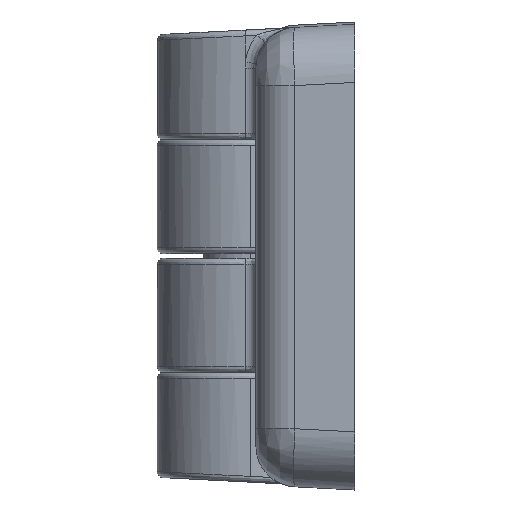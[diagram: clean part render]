
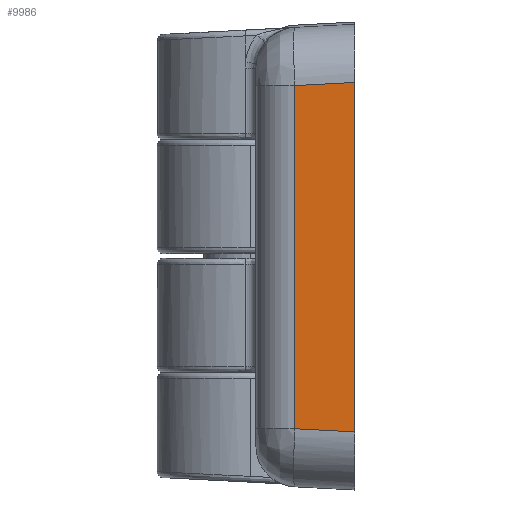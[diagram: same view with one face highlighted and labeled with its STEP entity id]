
A CAD part, left-side view. The second image highlights one B-rep face of the part: STEP entity #9986.
In plain terms, the highlighted planar face has unit normal (-0.999, 0.052, 0).
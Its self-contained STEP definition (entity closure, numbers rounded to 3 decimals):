
#2020 = VERTEX_POINT ( 'NONE', #11654 ) ;
#2805 = ORIENTED_EDGE ( 'NONE', *, *, #20540, .F. ) ;
#2827 = EDGE_LOOP ( 'NONE', ( #10187, #14661, #2805, #20968 ) ) ;
#3484 = LINE ( 'NONE', #17363, #3768 ) ;
#3768 = VECTOR ( 'NONE', #19342, 1000. ) ;
#3804 = EDGE_CURVE ( 'NONE', #19971, #2020, #4021, .T. ) ;
#3836 = EDGE_CURVE ( 'NONE', #2020, #17461, #3484, .T. ) ;
#4021 = LINE ( 'NONE', #19019, #8723 ) ;
#4970 = AXIS2_PLACEMENT_3D ( 'NONE', #20702, #10349, #22397 ) ;
#7736 = EDGE_CURVE ( 'NONE', #21941, #19971, #9563, .T. ) ;
#8158 = CARTESIAN_POINT ( 'NONE',  ( -29.904, -7.175, 14.921 ) ) ;
#8256 = PLANE ( 'NONE',  #4970 ) ;
#8723 = VECTOR ( 'NONE', #17902, 1000. ) ;
#9563 = LINE ( 'NONE', #21922, #16519 ) ;
#9986 = ADVANCED_FACE ( 'NONE', ( #12843 ), #8256, .T. ) ;
#10187 = ORIENTED_EDGE ( 'NONE', *, *, #3804, .T. ) ;
#10349 = DIRECTION ( 'NONE',  ( -0.999, 0.052, 0. ) ) ;
#11654 = CARTESIAN_POINT ( 'NONE',  ( -30., -9., -14.997 ) ) ;
#11733 = DIRECTION ( 'NONE',  ( -0.052, -0.997, 0.052 ) ) ;
#12032 = CARTESIAN_POINT ( 'NONE',  ( -30., -9., 15.017 ) ) ;
#12843 = FACE_OUTER_BOUND ( 'NONE', #2827, .T. ) ;
#13274 = DIRECTION ( 'NONE',  ( 0., 0., -1. ) ) ;
#14661 = ORIENTED_EDGE ( 'NONE', *, *, #3836, .T. ) ;
#14765 = VECTOR ( 'NONE', #11733, 1000. ) ;
#14995 = LINE ( 'NONE', #8158, #14765 ) ;
#16519 = VECTOR ( 'NONE', #13274, 1000. ) ;
#17363 = CARTESIAN_POINT ( 'NONE',  ( -30., -9., -19.99 ) ) ;
#17461 = VERTEX_POINT ( 'NONE', #12032 ) ;
#17902 = DIRECTION ( 'NONE',  ( -0.052, -0.997, -0.052 ) ) ;
#18883 = CARTESIAN_POINT ( 'NONE',  ( -29.728, -3.817, 14.745 ) ) ;
#19019 = CARTESIAN_POINT ( 'NONE',  ( -29.728, -3.817, -14.725 ) ) ;
#19342 = DIRECTION ( 'NONE',  ( 0., 0., 1. ) ) ;
#19971 = VERTEX_POINT ( 'NONE', #20746 ) ;
#20540 = EDGE_CURVE ( 'NONE', #21941, #17461, #14995, .T. ) ;
#20702 = CARTESIAN_POINT ( 'NONE',  ( -30., -9., -19.99 ) ) ;
#20746 = CARTESIAN_POINT ( 'NONE',  ( -29.728, -3.817, -14.725 ) ) ;
#20968 = ORIENTED_EDGE ( 'NONE', *, *, #7736, .T. ) ;
#21922 = CARTESIAN_POINT ( 'NONE',  ( -29.728, -3.817, -19.99 ) ) ;
#21941 = VERTEX_POINT ( 'NONE', #18883 ) ;
#22397 = DIRECTION ( 'NONE',  ( -0.052, -0.999, 0. ) ) ;
